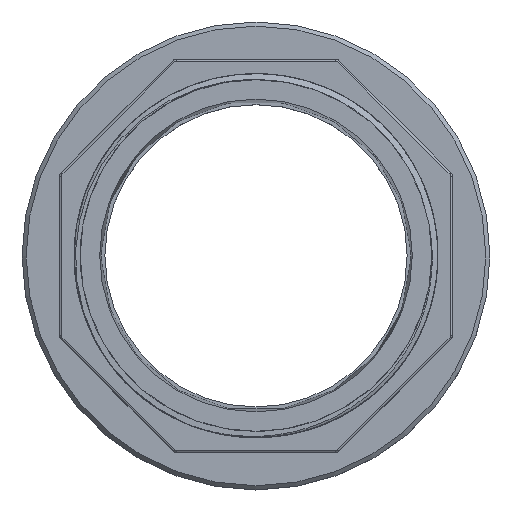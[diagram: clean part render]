
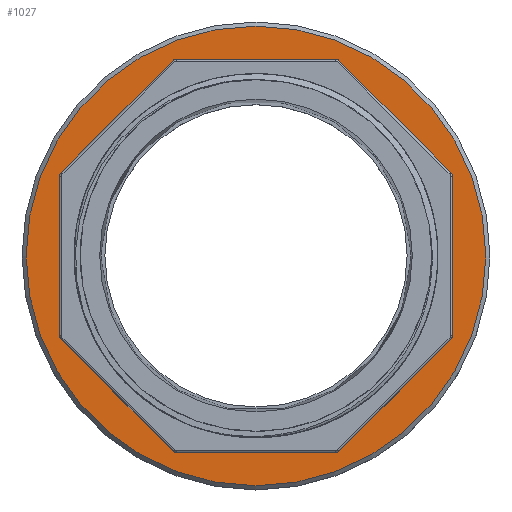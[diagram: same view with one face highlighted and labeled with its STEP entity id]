
A CAD part, top view. The second image highlights one B-rep face of the part: STEP entity #1027.
In plain terms, the highlighted planar face has unit normal (0, 0, 1).
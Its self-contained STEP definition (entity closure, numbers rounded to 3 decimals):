
#801=FACE_BOUND('',#1849,.T.);
#802=FACE_BOUND('',#1850,.T.);
#913=CIRCLE('',#5913,55.5);
#914=CIRCLE('',#5914,1.);
#915=CIRCLE('',#5915,1.);
#916=CIRCLE('',#5916,1.);
#917=CIRCLE('',#5917,1.);
#918=CIRCLE('',#5918,1.);
#919=CIRCLE('',#5919,1.);
#920=CIRCLE('',#5920,1.);
#921=CIRCLE('',#5921,1.);
#1027=ADVANCED_FACE('',(#801,#802),#1317,.F.);
#1317=PLANE('',#5922);
#1849=EDGE_LOOP('',(#2593));
#1850=EDGE_LOOP('',(#2594,#2595,#2596,#2597,#2598,#2599,#2600,#2601,#2602,
#2603,#2604,#2605,#2606,#2607,#2608,#2609));
#2593=ORIENTED_EDGE('',*,*,#4649,.T.);
#2594=ORIENTED_EDGE('',*,*,#4581,.T.);
#2595=ORIENTED_EDGE('',*,*,#4650,.T.);
#2596=ORIENTED_EDGE('',*,*,#4648,.T.);
#2597=ORIENTED_EDGE('',*,*,#4651,.T.);
#2598=ORIENTED_EDGE('',*,*,#4526,.T.);
#2599=ORIENTED_EDGE('',*,*,#4652,.T.);
#2600=ORIENTED_EDGE('',*,*,#4636,.T.);
#2601=ORIENTED_EDGE('',*,*,#4653,.T.);
#2602=ORIENTED_EDGE('',*,*,#4439,.T.);
#2603=ORIENTED_EDGE('',*,*,#4654,.T.);
#2604=ORIENTED_EDGE('',*,*,#4640,.T.);
#2605=ORIENTED_EDGE('',*,*,#4655,.T.);
#2606=ORIENTED_EDGE('',*,*,#4492,.T.);
#2607=ORIENTED_EDGE('',*,*,#4656,.T.);
#2608=ORIENTED_EDGE('',*,*,#4644,.T.);
#2609=ORIENTED_EDGE('',*,*,#4657,.T.);
#3858=VERTEX_POINT('',#18574);
#3861=VERTEX_POINT('',#18579);
#3911=VERTEX_POINT('',#18886);
#3914=VERTEX_POINT('',#18891);
#3945=VERTEX_POINT('',#19052);
#3948=VERTEX_POINT('',#19057);
#4000=VERTEX_POINT('',#19328);
#4003=VERTEX_POINT('',#19333);
#4053=VERTEX_POINT('',#20413);
#4056=VERTEX_POINT('',#20418);
#4057=VERTEX_POINT('',#20422);
#4060=VERTEX_POINT('',#20427);
#4061=VERTEX_POINT('',#20431);
#4064=VERTEX_POINT('',#20436);
#4065=VERTEX_POINT('',#20440);
#4068=VERTEX_POINT('',#20445);
#4069=VERTEX_POINT('',#20449);
#4439=EDGE_CURVE('',#3858,#3861,#5150,.T.);
#4492=EDGE_CURVE('',#3911,#3914,#5154,.T.);
#4526=EDGE_CURVE('',#3945,#3948,#5158,.T.);
#4581=EDGE_CURVE('',#4000,#4003,#5166,.T.);
#4636=EDGE_CURVE('',#4053,#4056,#5178,.T.);
#4640=EDGE_CURVE('',#4057,#4060,#5182,.T.);
#4644=EDGE_CURVE('',#4061,#4064,#5186,.T.);
#4648=EDGE_CURVE('',#4065,#4068,#5190,.T.);
#4649=EDGE_CURVE('',#4069,#4069,#913,.T.);
#4650=EDGE_CURVE('',#4003,#4065,#914,.T.);
#4651=EDGE_CURVE('',#4068,#3945,#915,.T.);
#4652=EDGE_CURVE('',#3948,#4053,#916,.T.);
#4653=EDGE_CURVE('',#4056,#3858,#917,.T.);
#4654=EDGE_CURVE('',#3861,#4057,#918,.T.);
#4655=EDGE_CURVE('',#4060,#3911,#919,.T.);
#4656=EDGE_CURVE('',#3914,#4061,#920,.T.);
#4657=EDGE_CURVE('',#4064,#4000,#921,.T.);
#5150=LINE('',#18580,#5437);
#5154=LINE('',#18892,#5441);
#5158=LINE('',#19058,#5445);
#5166=LINE('',#19334,#5453);
#5178=LINE('',#20419,#5465);
#5182=LINE('',#20428,#5469);
#5186=LINE('',#20437,#5473);
#5190=LINE('',#20446,#5477);
#5437=VECTOR('',#6381,1.);
#5441=VECTOR('',#6387,1.);
#5445=VECTOR('',#6395,1.);
#5453=VECTOR('',#6413,1.);
#5465=VECTOR('',#6465,1.);
#5469=VECTOR('',#6471,1.);
#5473=VECTOR('',#6477,1.);
#5477=VECTOR('',#6483,1.);
#5913=AXIS2_PLACEMENT_3D('',#20448,#6486,#6487);
#5914=AXIS2_PLACEMENT_3D('',#20450,#6488,#6489);
#5915=AXIS2_PLACEMENT_3D('',#20451,#6490,#6491);
#5916=AXIS2_PLACEMENT_3D('',#20452,#6492,#6493);
#5917=AXIS2_PLACEMENT_3D('',#20453,#6494,#6495);
#5918=AXIS2_PLACEMENT_3D('',#20454,#6496,#6497);
#5919=AXIS2_PLACEMENT_3D('',#20455,#6498,#6499);
#5920=AXIS2_PLACEMENT_3D('',#20456,#6500,#6501);
#5921=AXIS2_PLACEMENT_3D('',#20457,#6502,#6503);
#5922=AXIS2_PLACEMENT_3D('',#20458,#6504,#6505);
#6381=DIRECTION('',(0.,-1.,0.));
#6387=DIRECTION('',(-1.,0.,0.));
#6395=DIRECTION('',(1.,0.,0.));
#6413=DIRECTION('',(0.,1.,0.));
#6465=DIRECTION('',(0.707,-0.707,0.));
#6471=DIRECTION('',(-0.707,-0.707,0.));
#6477=DIRECTION('',(-0.707,0.707,0.));
#6483=DIRECTION('',(0.707,0.707,0.));
#6486=DIRECTION('',(0.,0.,1.));
#6487=DIRECTION('',(-1.,0.,0.));
#6488=DIRECTION('',(0.,0.,-1.));
#6489=DIRECTION('',(1.,0.,0.));
#6490=DIRECTION('',(0.,0.,-1.));
#6491=DIRECTION('',(1.,0.,0.));
#6492=DIRECTION('',(0.,0.,-1.));
#6493=DIRECTION('',(1.,0.,0.));
#6494=DIRECTION('',(0.,0.,-1.));
#6495=DIRECTION('',(1.,0.,0.));
#6496=DIRECTION('',(0.,0.,-1.));
#6497=DIRECTION('',(1.,0.,0.));
#6498=DIRECTION('',(0.,0.,-1.));
#6499=DIRECTION('',(1.,0.,0.));
#6500=DIRECTION('',(0.,0.,-1.));
#6501=DIRECTION('',(1.,0.,0.));
#6502=DIRECTION('',(0.,0.,-1.));
#6503=DIRECTION('',(1.,0.,0.));
#6504=DIRECTION('',(0.,0.,-1.));
#6505=DIRECTION('',(1.,0.,0.));
#18574=CARTESIAN_POINT('',(47.5,150.261,37.));
#18579=CARTESIAN_POINT('',(47.5,111.739,37.));
#18580=CARTESIAN_POINT('',(47.5,150.675,37.));
#18886=CARTESIAN_POINT('',(19.261,83.5,37.));
#18891=CARTESIAN_POINT('',(-19.261,83.5,37.));
#18892=CARTESIAN_POINT('',(19.675,83.5,37.));
#19052=CARTESIAN_POINT('',(-19.261,178.5,37.));
#19057=CARTESIAN_POINT('',(19.261,178.5,37.));
#19058=CARTESIAN_POINT('',(-19.675,178.5,37.));
#19328=CARTESIAN_POINT('',(-47.5,111.739,37.));
#19333=CARTESIAN_POINT('',(-47.5,150.261,37.));
#19334=CARTESIAN_POINT('',(-47.5,111.325,37.));
#20413=CARTESIAN_POINT('',(19.968,178.207,37.));
#20418=CARTESIAN_POINT('',(47.207,150.968,37.));
#20419=CARTESIAN_POINT('',(19.675,178.5,37.));
#20422=CARTESIAN_POINT('',(47.207,111.032,37.));
#20427=CARTESIAN_POINT('',(19.968,83.793,37.));
#20428=CARTESIAN_POINT('',(47.5,111.325,37.));
#20431=CARTESIAN_POINT('',(-19.968,83.793,37.));
#20436=CARTESIAN_POINT('',(-47.207,111.032,37.));
#20437=CARTESIAN_POINT('',(-19.675,83.5,37.));
#20440=CARTESIAN_POINT('',(-47.207,150.968,37.));
#20445=CARTESIAN_POINT('',(-19.968,178.207,37.));
#20446=CARTESIAN_POINT('',(-47.5,150.675,37.));
#20448=CARTESIAN_POINT('',(0.,131.,37.));
#20449=CARTESIAN_POINT('',(-55.5,131.,37.));
#20450=CARTESIAN_POINT('',(-46.5,150.261,37.));
#20451=CARTESIAN_POINT('',(-19.261,177.5,37.));
#20452=CARTESIAN_POINT('',(19.261,177.5,37.));
#20453=CARTESIAN_POINT('',(46.5,150.261,37.));
#20454=CARTESIAN_POINT('',(46.5,111.739,37.));
#20455=CARTESIAN_POINT('',(19.261,84.5,37.));
#20456=CARTESIAN_POINT('',(-19.261,84.5,37.));
#20457=CARTESIAN_POINT('',(-46.5,111.739,37.));
#20458=CARTESIAN_POINT('',(0.,131.,37.));
